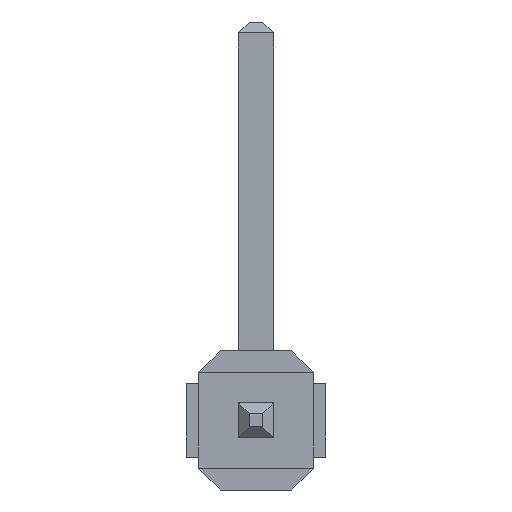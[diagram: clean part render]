
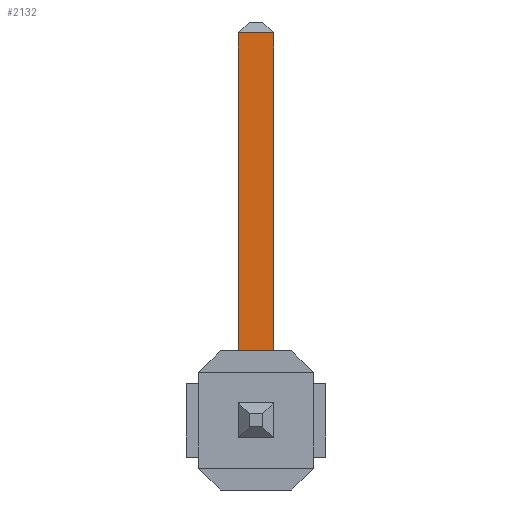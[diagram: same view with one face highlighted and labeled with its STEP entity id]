
A CAD part, front view. The second image highlights one B-rep face of the part: STEP entity #2132.
In plain terms, the highlighted planar face has unit normal (0, -1, 0).
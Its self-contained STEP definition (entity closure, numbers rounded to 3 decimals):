
#163 = VERTEX_POINT ( 'NONE', #1209 ) ;
#263 = CARTESIAN_POINT ( 'NONE',  ( -0.32, 5.43, 1.27 ) ) ;
#295 = CARTESIAN_POINT ( 'NONE',  ( 0.32, 5.43, 1.27 ) ) ;
#328 = EDGE_CURVE ( 'NONE', #2143, #896, #402, .T. ) ;
#381 = FACE_OUTER_BOUND ( 'NONE', #413, .T. ) ;
#402 = LINE ( 'NONE', #263, #1250 ) ;
#413 = EDGE_LOOP ( 'NONE', ( #1265, #1588, #1234, #1764 ) ) ;
#414 = VERTEX_POINT ( 'NONE', #1938 ) ;
#565 = DIRECTION ( 'NONE',  ( 0., 0., 1. ) ) ;
#587 = LINE ( 'NONE', #1845, #1232 ) ;
#661 = EDGE_CURVE ( 'NONE', #163, #414, #1015, .T. ) ;
#682 = AXIS2_PLACEMENT_3D ( 'NONE', #1229, #709, #895 ) ;
#709 = DIRECTION ( 'NONE',  ( 0., -1., 0. ) ) ;
#874 = CARTESIAN_POINT ( 'NONE',  ( -0.32, 5.43, 1.27 ) ) ;
#895 = DIRECTION ( 'NONE',  ( 0., 0., -1. ) ) ;
#896 = VERTEX_POINT ( 'NONE', #295 ) ;
#907 = VECTOR ( 'NONE', #1579, 1000. ) ;
#1015 = LINE ( 'NONE', #1418, #907 ) ;
#1209 = CARTESIAN_POINT ( 'NONE',  ( 0.32, 5.43, 7.07 ) ) ;
#1229 = CARTESIAN_POINT ( 'NONE',  ( -0.32, 5.43, 1.27 ) ) ;
#1232 = VECTOR ( 'NONE', #2156, 1000. ) ;
#1234 = ORIENTED_EDGE ( 'NONE', *, *, #1667, .F. ) ;
#1250 = VECTOR ( 'NONE', #1748, 1000. ) ;
#1265 = ORIENTED_EDGE ( 'NONE', *, *, #2090, .T. ) ;
#1325 = VECTOR ( 'NONE', #565, 1000. ) ;
#1418 = CARTESIAN_POINT ( 'NONE',  ( -0.32, 5.43, 7.07 ) ) ;
#1513 = PLANE ( 'NONE',  #682 ) ;
#1579 = DIRECTION ( 'NONE',  ( -1., 0., 0. ) ) ;
#1588 = ORIENTED_EDGE ( 'NONE', *, *, #661, .T. ) ;
#1653 = LINE ( 'NONE', #2071, #1325 ) ;
#1667 = EDGE_CURVE ( 'NONE', #2143, #414, #1653, .T. ) ;
#1748 = DIRECTION ( 'NONE',  ( 1., 0., 0. ) ) ;
#1764 = ORIENTED_EDGE ( 'NONE', *, *, #328, .T. ) ;
#1845 = CARTESIAN_POINT ( 'NONE',  ( 0.32, 5.43, 1.27 ) ) ;
#1938 = CARTESIAN_POINT ( 'NONE',  ( -0.32, 5.43, 7.07 ) ) ;
#2071 = CARTESIAN_POINT ( 'NONE',  ( -0.32, 5.43, 1.27 ) ) ;
#2090 = EDGE_CURVE ( 'NONE', #896, #163, #587, .T. ) ;
#2132 = ADVANCED_FACE ( 'NONE', ( #381 ), #1513, .T. ) ;
#2143 = VERTEX_POINT ( 'NONE', #874 ) ;
#2156 = DIRECTION ( 'NONE',  ( 0., 0., 1. ) ) ;
